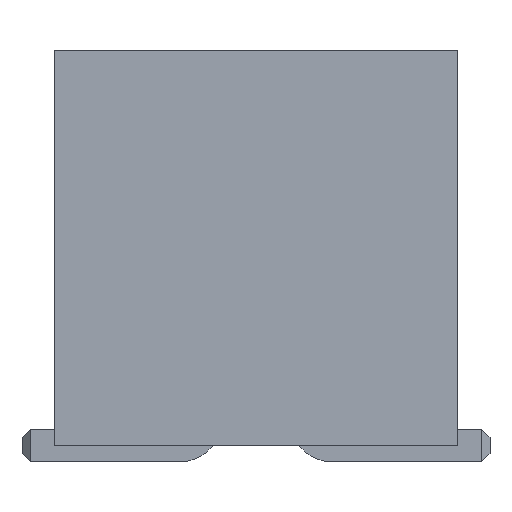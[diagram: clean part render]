
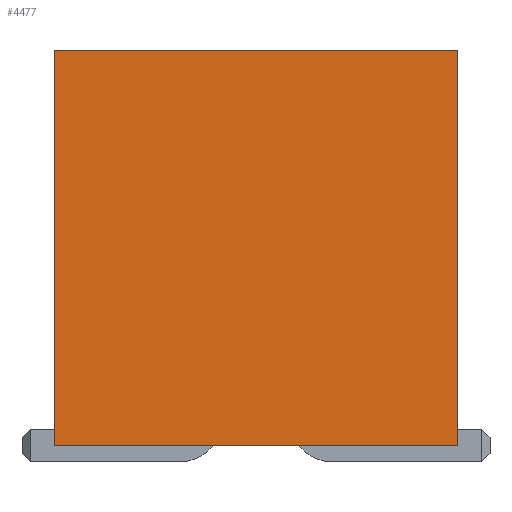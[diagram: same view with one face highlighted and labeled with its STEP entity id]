
A CAD part, front view. The second image highlights one B-rep face of the part: STEP entity #4477.
In plain terms, the highlighted planar face has unit normal (0, -1, 0).
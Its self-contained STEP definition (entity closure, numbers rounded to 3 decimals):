
#403=FACE_OUTER_BOUND('',#674,.T.);
#674=EDGE_LOOP('',(#3944,#3945,#3946,#3947));
#1201=LINE('',#7242,#1752);
#1222=LINE('',#7285,#1773);
#1223=LINE('',#7286,#1774);
#1224=LINE('',#7287,#1775);
#1752=VECTOR('',#5994,10.);
#1773=VECTOR('',#6033,10.);
#1774=VECTOR('',#6034,10.);
#1775=VECTOR('',#6035,10.);
#2130=VERTEX_POINT('',#7239);
#2131=VERTEX_POINT('',#7241);
#2143=VERTEX_POINT('',#7283);
#2144=VERTEX_POINT('',#7284);
#2725=EDGE_CURVE('',#2130,#2131,#1201,.T.);
#2746=EDGE_CURVE('',#2143,#2144,#1222,.T.);
#2747=EDGE_CURVE('',#2144,#2131,#1223,.T.);
#2748=EDGE_CURVE('',#2143,#2130,#1224,.T.);
#3944=ORIENTED_EDGE('',*,*,#2746,.T.);
#3945=ORIENTED_EDGE('',*,*,#2747,.T.);
#3946=ORIENTED_EDGE('',*,*,#2725,.F.);
#3947=ORIENTED_EDGE('',*,*,#2748,.F.);
#4206=PLANE('',#4833);
#4477=ADVANCED_FACE('',(#403),#4206,.T.);
#4833=AXIS2_PLACEMENT_3D('',#7282,#6031,#6032);
#5994=DIRECTION('',(1.,0.,0.));
#6031=DIRECTION('center_axis',(0.,-1.,0.));
#6032=DIRECTION('ref_axis',(1.,0.,0.));
#6033=DIRECTION('',(1.,0.,0.));
#6034=DIRECTION('',(0.,0.,1.));
#6035=DIRECTION('',(0.,0.,1.));
#7239=CARTESIAN_POINT('',(-2.5,-7.545,4.9));
#7241=CARTESIAN_POINT('',(2.5,-7.545,4.9));
#7242=CARTESIAN_POINT('',(-2.5,-7.545,4.9));
#7282=CARTESIAN_POINT('Origin',(-2.5,-7.545,0.));
#7283=CARTESIAN_POINT('',(-2.5,-7.545,0.));
#7284=CARTESIAN_POINT('',(2.5,-7.545,0.));
#7285=CARTESIAN_POINT('',(-2.5,-7.545,0.));
#7286=CARTESIAN_POINT('',(2.5,-7.545,0.));
#7287=CARTESIAN_POINT('',(-2.5,-7.545,0.));
